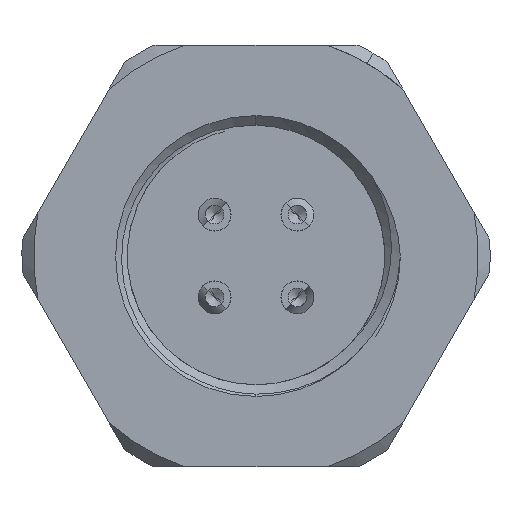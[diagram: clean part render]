
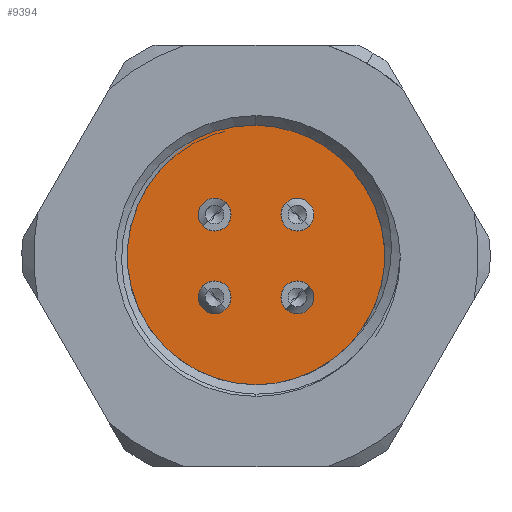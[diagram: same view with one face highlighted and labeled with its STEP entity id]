
A CAD part, left-side view. The second image highlights one B-rep face of the part: STEP entity #9394.
In plain terms, the highlighted planar face has unit normal (-1, 0, 0).
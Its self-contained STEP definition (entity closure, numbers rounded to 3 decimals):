
#121 = FACE_BOUND ( 'NONE', #7620, .T. ) ;
#294 = EDGE_CURVE ( 'NONE', #3903, #19417, #5756, .T. ) ;
#1264 = CARTESIAN_POINT ( 'NONE',  ( -13., 2.468, -1.768 ) ) ;
#1442 = DIRECTION ( 'NONE',  ( 1., 0., 0. ) ) ;
#1551 = DIRECTION ( 'NONE',  ( -1., 0., 0. ) ) ;
#1625 = DIRECTION ( 'NONE',  ( -1., 0., 0. ) ) ;
#1654 = VERTEX_POINT ( 'NONE', #10294 ) ;
#1715 = AXIS2_PLACEMENT_3D ( 'NONE', #10565, #1625, #3341 ) ;
#1789 = DIRECTION ( 'NONE',  ( 0., -1., 0. ) ) ;
#2086 = VERTEX_POINT ( 'NONE', #5429 ) ;
#2396 = ORIENTED_EDGE ( 'NONE', *, *, #6714, .F. ) ;
#2814 = EDGE_CURVE ( 'NONE', #8895, #7443, #7422, .T. ) ;
#3341 = DIRECTION ( 'NONE',  ( 0., -1., 0. ) ) ;
#3398 = ORIENTED_EDGE ( 'NONE', *, *, #10741, .F. ) ;
#3546 = FACE_BOUND ( 'NONE', #4120, .T. ) ;
#3663 = DIRECTION ( 'NONE',  ( -1., 0., 0. ) ) ;
#3903 = VERTEX_POINT ( 'NONE', #17863 ) ;
#4120 = EDGE_LOOP ( 'NONE', ( #7928, #11308 ) ) ;
#4359 = CARTESIAN_POINT ( 'NONE',  ( -13., 1.768, 1.768 ) ) ;
#5117 = EDGE_CURVE ( 'NONE', #19354, #9924, #20110, .T. ) ;
#5429 = CARTESIAN_POINT ( 'NONE',  ( -13., -2.468, 1.768 ) ) ;
#5754 = CIRCLE ( 'NONE', #15638, 0.7 ) ;
#5756 = CIRCLE ( 'NONE', #1715, 0.7 ) ;
#6332 = DIRECTION ( 'NONE',  ( 0., -1., 0. ) ) ;
#6591 = DIRECTION ( 'NONE',  ( 0., 1., 0. ) ) ;
#6714 = EDGE_CURVE ( 'NONE', #2086, #1654, #14541, .T. ) ;
#6761 = CARTESIAN_POINT ( 'NONE',  ( -13., -6., 0. ) ) ;
#7103 = FACE_OUTER_BOUND ( 'NONE', #18205, .T. ) ;
#7391 = ORIENTED_EDGE ( 'NONE', *, *, #15411, .F. ) ;
#7422 = CIRCLE ( 'NONE', #10715, 0.7 ) ;
#7443 = VERTEX_POINT ( 'NONE', #19114 ) ;
#7620 = EDGE_LOOP ( 'NONE', ( #21389, #11194 ) ) ;
#7876 = ORIENTED_EDGE ( 'NONE', *, *, #17438, .F. ) ;
#7912 = DIRECTION ( 'NONE',  ( -1., 0., 0. ) ) ;
#7928 = ORIENTED_EDGE ( 'NONE', *, *, #11763, .F. ) ;
#7944 = DIRECTION ( 'NONE',  ( -1., 0., 0. ) ) ;
#8060 = CARTESIAN_POINT ( 'NONE',  ( -13., 0., 0. ) ) ;
#8778 = CARTESIAN_POINT ( 'NONE',  ( -13., -1.768, 1.768 ) ) ;
#8895 = VERTEX_POINT ( 'NONE', #1264 ) ;
#8940 = CARTESIAN_POINT ( 'NONE',  ( -13., -1.768, 1.768 ) ) ;
#9394 = ADVANCED_FACE ( 'NONE', ( #3546, #121, #13764, #20761, #7103 ), #14112, .T. ) ;
#9572 = VERTEX_POINT ( 'NONE', #12624 ) ;
#9924 = VERTEX_POINT ( 'NONE', #15135 ) ;
#10150 = CARTESIAN_POINT ( 'NONE',  ( -13., 0., 0. ) ) ;
#10294 = CARTESIAN_POINT ( 'NONE',  ( -13., -1.068, 1.768 ) ) ;
#10565 = CARTESIAN_POINT ( 'NONE',  ( -13., -1.768, -1.768 ) ) ;
#10660 = DIRECTION ( 'NONE',  ( 0., -1., 0. ) ) ;
#10715 = AXIS2_PLACEMENT_3D ( 'NONE', #11836, #7944, #6332 ) ;
#10741 = EDGE_CURVE ( 'NONE', #7443, #8895, #14535, .T. ) ;
#11194 = ORIENTED_EDGE ( 'NONE', *, *, #13212, .F. ) ;
#11308 = ORIENTED_EDGE ( 'NONE', *, *, #5117, .F. ) ;
#11363 = DIRECTION ( 'NONE',  ( 0., -1., 0. ) ) ;
#11592 = CIRCLE ( 'NONE', #18896, 0.7 ) ;
#11763 = EDGE_CURVE ( 'NONE', #9924, #19354, #5754, .T. ) ;
#11836 = CARTESIAN_POINT ( 'NONE',  ( -13., 1.768, -1.768 ) ) ;
#11993 = DIRECTION ( 'NONE',  ( 0., -1., 0. ) ) ;
#12222 = EDGE_CURVE ( 'NONE', #17041, #9572, #18192, .T. ) ;
#12394 = AXIS2_PLACEMENT_3D ( 'NONE', #17274, #18986, #13723 ) ;
#12624 = CARTESIAN_POINT ( 'NONE',  ( -13., 6., 0. ) ) ;
#12953 = ORIENTED_EDGE ( 'NONE', *, *, #12222, .F. ) ;
#13212 = EDGE_CURVE ( 'NONE', #19417, #3903, #17131, .T. ) ;
#13723 = DIRECTION ( 'NONE',  ( 0., -1., 0. ) ) ;
#13764 = FACE_BOUND ( 'NONE', #19712, .T. ) ;
#14112 = PLANE ( 'NONE',  #20546 ) ;
#14115 = CARTESIAN_POINT ( 'NONE',  ( -13., 1.768, -1.768 ) ) ;
#14226 = AXIS2_PLACEMENT_3D ( 'NONE', #8060, #19985, #18379 ) ;
#14535 = CIRCLE ( 'NONE', #17076, 0.7 ) ;
#14541 = CIRCLE ( 'NONE', #15631, 0.7 ) ;
#14935 = CARTESIAN_POINT ( 'NONE',  ( -13., 2.468, 1.768 ) ) ;
#15135 = CARTESIAN_POINT ( 'NONE',  ( -13., 1.068, 1.768 ) ) ;
#15411 = EDGE_CURVE ( 'NONE', #9572, #17041, #22325, .T. ) ;
#15631 = AXIS2_PLACEMENT_3D ( 'NONE', #8940, #15721, #15949 ) ;
#15638 = AXIS2_PLACEMENT_3D ( 'NONE', #4359, #7912, #11363 ) ;
#15680 = DIRECTION ( 'NONE',  ( -1., 0., 0. ) ) ;
#15721 = DIRECTION ( 'NONE',  ( -1., 0., 0. ) ) ;
#15729 = DIRECTION ( 'NONE',  ( -1., 0., 0. ) ) ;
#15839 = DIRECTION ( 'NONE',  ( 0., -1., 0. ) ) ;
#15949 = DIRECTION ( 'NONE',  ( 0., -1., 0. ) ) ;
#17041 = VERTEX_POINT ( 'NONE', #6761 ) ;
#17076 = AXIS2_PLACEMENT_3D ( 'NONE', #14115, #15729, #15839 ) ;
#17131 = CIRCLE ( 'NONE', #12394, 0.7 ) ;
#17274 = CARTESIAN_POINT ( 'NONE',  ( -13., -1.768, -1.768 ) ) ;
#17438 = EDGE_CURVE ( 'NONE', #1654, #2086, #11592, .T. ) ;
#17863 = CARTESIAN_POINT ( 'NONE',  ( -13., -2.468, -1.768 ) ) ;
#18192 = CIRCLE ( 'NONE', #14226, 6. ) ;
#18205 = EDGE_LOOP ( 'NONE', ( #7391, #12953 ) ) ;
#18363 = CARTESIAN_POINT ( 'NONE',  ( -13., -1.068, -1.768 ) ) ;
#18379 = DIRECTION ( 'NONE',  ( 0., 1., 0. ) ) ;
#18896 = AXIS2_PLACEMENT_3D ( 'NONE', #8778, #1551, #11993 ) ;
#18986 = DIRECTION ( 'NONE',  ( -1., 0., 0. ) ) ;
#19114 = CARTESIAN_POINT ( 'NONE',  ( -13., 1.068, -1.768 ) ) ;
#19354 = VERTEX_POINT ( 'NONE', #14935 ) ;
#19417 = VERTEX_POINT ( 'NONE', #18363 ) ;
#19712 = EDGE_LOOP ( 'NONE', ( #2396, #7876 ) ) ;
#19756 = AXIS2_PLACEMENT_3D ( 'NONE', #22417, #15680, #1789 ) ;
#19985 = DIRECTION ( 'NONE',  ( 1., 0., 0. ) ) ;
#20110 = CIRCLE ( 'NONE', #19756, 0.7 ) ;
#20145 = AXIS2_PLACEMENT_3D ( 'NONE', #10150, #1442, #6591 ) ;
#20479 = ORIENTED_EDGE ( 'NONE', *, *, #2814, .F. ) ;
#20546 = AXIS2_PLACEMENT_3D ( 'NONE', #21102, #3663, #10660 ) ;
#20761 = FACE_BOUND ( 'NONE', #21218, .T. ) ;
#21102 = CARTESIAN_POINT ( 'NONE',  ( -13., 0., 0. ) ) ;
#21218 = EDGE_LOOP ( 'NONE', ( #3398, #20479 ) ) ;
#21389 = ORIENTED_EDGE ( 'NONE', *, *, #294, .F. ) ;
#22325 = CIRCLE ( 'NONE', #20145, 6. ) ;
#22417 = CARTESIAN_POINT ( 'NONE',  ( -13., 1.768, 1.768 ) ) ;
